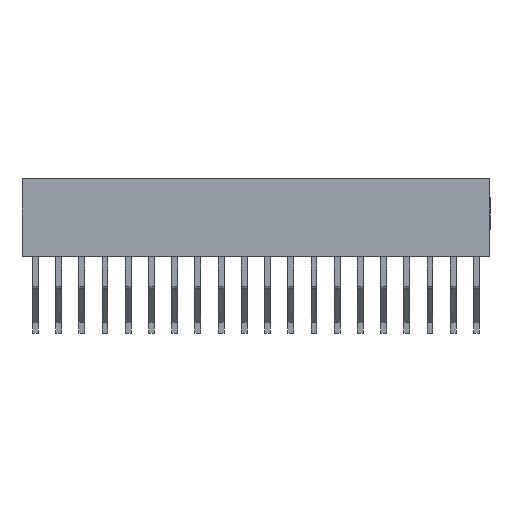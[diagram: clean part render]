
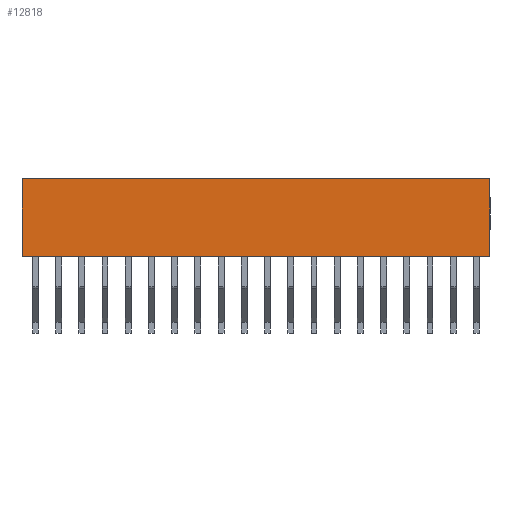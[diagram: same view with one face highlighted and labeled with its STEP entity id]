
A CAD part, top view. The second image highlights one B-rep face of the part: STEP entity #12818.
In plain terms, the highlighted planar face has unit normal (0, 0, 1).
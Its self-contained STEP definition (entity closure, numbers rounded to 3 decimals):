
#106 = EDGE_CURVE ( 'NONE', #3957, #45852, #10998, .T. ) ;
#1236 = CARTESIAN_POINT ( 'NONE',  ( 25.6, 4.25, 2.5 ) ) ;
#2620 = LINE ( 'NONE', #41862, #42916 ) ;
#3957 = VERTEX_POINT ( 'NONE', #34228 ) ;
#4313 = CARTESIAN_POINT ( 'NONE',  ( -25.6, -4.25, 2.5 ) ) ;
#4698 = VERTEX_POINT ( 'NONE', #26827 ) ;
#4891 = PLANE ( 'NONE',  #27992 ) ;
#4972 = LINE ( 'NONE', #31466, #17063 ) ;
#10998 = LINE ( 'NONE', #26435, #31043 ) ;
#11753 = EDGE_CURVE ( 'NONE', #4698, #47481, #28793, .T. ) ;
#12818 = ADVANCED_FACE ( 'NONE', ( #43874 ), #4891, .T. ) ;
#16658 = DIRECTION ( 'NONE',  ( 0., 0., 1. ) ) ;
#17063 = VECTOR ( 'NONE', #47024, 1000. ) ;
#17157 = CARTESIAN_POINT ( 'NONE',  ( 0., 0., 2.5 ) ) ;
#23895 = ORIENTED_EDGE ( 'NONE', *, *, #38080, .T. ) ;
#26435 = CARTESIAN_POINT ( 'NONE',  ( -25.6, 4.25, 2.5 ) ) ;
#26460 = DIRECTION ( 'NONE',  ( -1., 0., 0. ) ) ;
#26827 = CARTESIAN_POINT ( 'NONE',  ( 25.6, -4.25, 2.5 ) ) ;
#27992 = AXIS2_PLACEMENT_3D ( 'NONE', #17157, #16658, #35939 ) ;
#28793 = LINE ( 'NONE', #35994, #41089 ) ;
#30678 = EDGE_LOOP ( 'NONE', ( #39738, #36308, #40165, #23895 ) ) ;
#31043 = VECTOR ( 'NONE', #34882, 1000. ) ;
#31466 = CARTESIAN_POINT ( 'NONE',  ( -25.6, -4.25, 2.5 ) ) ;
#34228 = CARTESIAN_POINT ( 'NONE',  ( -25.6, 4.25, 2.5 ) ) ;
#34882 = DIRECTION ( 'NONE',  ( 0., -1., 0. ) ) ;
#35939 = DIRECTION ( 'NONE',  ( 1., 0., 0. ) ) ;
#35994 = CARTESIAN_POINT ( 'NONE',  ( 25.6, 4.25, 2.5 ) ) ;
#36308 = ORIENTED_EDGE ( 'NONE', *, *, #42995, .T. ) ;
#36749 = DIRECTION ( 'NONE',  ( 0., 1., 0. ) ) ;
#38080 = EDGE_CURVE ( 'NONE', #45852, #4698, #4972, .T. ) ;
#39738 = ORIENTED_EDGE ( 'NONE', *, *, #11753, .T. ) ;
#40165 = ORIENTED_EDGE ( 'NONE', *, *, #106, .T. ) ;
#41089 = VECTOR ( 'NONE', #36749, 1000. ) ;
#41862 = CARTESIAN_POINT ( 'NONE',  ( -25.6, 4.25, 2.5 ) ) ;
#42916 = VECTOR ( 'NONE', #26460, 1000. ) ;
#42995 = EDGE_CURVE ( 'NONE', #47481, #3957, #2620, .T. ) ;
#43874 = FACE_OUTER_BOUND ( 'NONE', #30678, .T. ) ;
#45852 = VERTEX_POINT ( 'NONE', #4313 ) ;
#47024 = DIRECTION ( 'NONE',  ( 1., 0., 0. ) ) ;
#47481 = VERTEX_POINT ( 'NONE', #1236 ) ;
